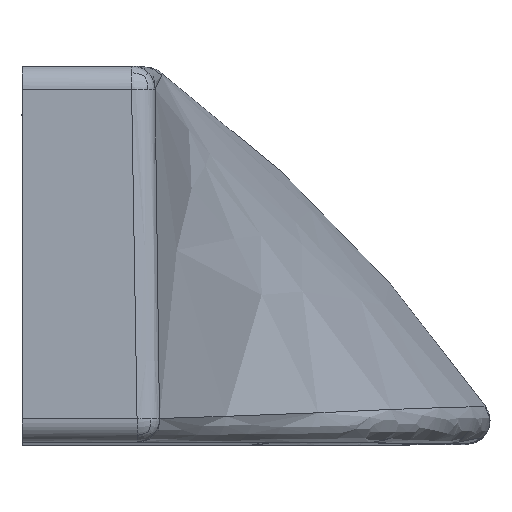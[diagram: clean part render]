
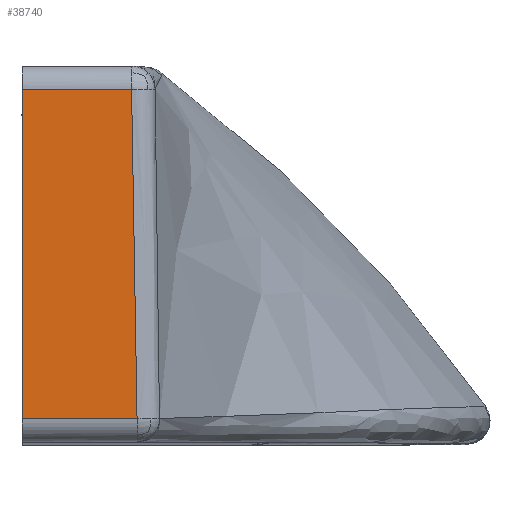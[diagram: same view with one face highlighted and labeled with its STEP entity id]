
A CAD part, top view. The second image highlights one B-rep face of the part: STEP entity #38740.
In plain terms, the highlighted face is planar.
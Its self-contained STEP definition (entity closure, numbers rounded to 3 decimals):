
#29970=CARTESIAN_POINT('',(70.,-19.,-5.));
#29980=VERTEX_POINT('',#29970);
#30010=CARTESIAN_POINT('',(70.,-19.,0.));
#30020=DIRECTION('',(0.,0.,-1.));
#30030=VECTOR('',#30020,1.);
#30040=LINE('',#30010,#30030);
#30050=CARTESIAN_POINT('',(70.,-19.,-9.894));
#30060=VERTEX_POINT('',#30050);
#30070=EDGE_CURVE('',#29980,#30060,#30040,.T.);
#30890=CARTESIAN_POINT('',(70.,-5.,
-9.661));
#30900=VERTEX_POINT('',#30890);
#38280=CARTESIAN_POINT('',(70.,-5.,
-5.));
#38290=VERTEX_POINT('',#38280);
#38320=CARTESIAN_POINT('',(70.,-20.,-5.));
#38330=DIRECTION('',(0.,1.,0.));
#38340=VECTOR('',#38330,1.);
#38350=LINE('',#38320,#38340);
#38360=EDGE_CURVE('',#29980,#38290,#38350,.T.);
#38480=CARTESIAN_POINT('',(70.,-12.,
-7.817));
#38490=DIRECTION('',(-1.,0.,0.));
#38500=DIRECTION('',(0.,-1.,0.));
#38510=AXIS2_PLACEMENT_3D('',#38480,#38490,#38500);
#38520=PLANE('',#38510);
#38530=CARTESIAN_POINT('',(70.,-19.,
-9.894));
#38540=CARTESIAN_POINT('',(70.,-18.181,
-9.888));
#38550=CARTESIAN_POINT('',(70.,-17.362,
-9.881));
#38560=CARTESIAN_POINT('',(70.,-15.028,
-9.857));
#38570=CARTESIAN_POINT('',(70.,-13.514,
-9.836));
#38580=CARTESIAN_POINT('',(70.,-9.666,
-9.773));
#38590=CARTESIAN_POINT('',(70.,-7.333,
-9.724));
#38600=CARTESIAN_POINT('',(70.,-5.,
-9.661));
#38610=B_SPLINE_CURVE_WITH_KNOTS('',3,(#38530,#38540,#38550,#38560,
#38570,#38580,#38590,#38600),.UNSPECIFIED.,.F.,.F.,(4,2,2,4),(
3.043,5.502,10.048,17.057),
.UNSPECIFIED.);
#38620=EDGE_CURVE('',#30060,#30900,#38610,.T.);
#38630=ORIENTED_EDGE('',*,*,#38620,.T.);
#38640=ORIENTED_EDGE('',*,*,#30070,.T.);
#38650=ORIENTED_EDGE('',*,*,#38360,.F.);
#38660=CARTESIAN_POINT('',(70.,-5.,
0.));
#38670=DIRECTION('',(0.,0.,-1.));
#38680=VECTOR('',#38670,1.);
#38690=LINE('',#38660,#38680);
#38700=EDGE_CURVE('',#38290,#30900,#38690,.T.);
#38710=ORIENTED_EDGE('',*,*,#38700,.F.);
#38720=EDGE_LOOP('',(#38710,#38650,#38640,#38630));
#38730=FACE_OUTER_BOUND('',#38720,.T.);
#38740=ADVANCED_FACE('',(#38730),#38520,.F.);
